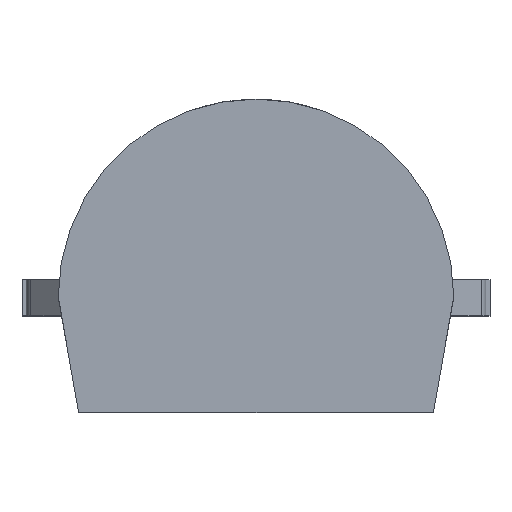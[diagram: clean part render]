
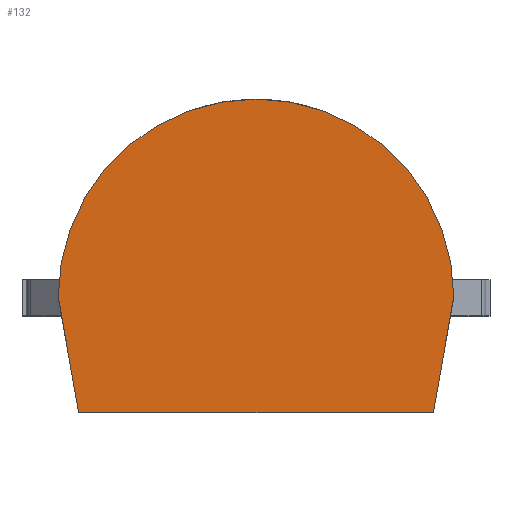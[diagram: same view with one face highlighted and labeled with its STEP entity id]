
A CAD part, top view. The second image highlights one B-rep face of the part: STEP entity #132.
In plain terms, the highlighted planar face has unit normal (0, 0, 1).
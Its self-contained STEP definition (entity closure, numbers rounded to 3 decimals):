
#10 = AXIS2_PLACEMENT_3D ( 'NONE', #1362, #1363, #1364 ) ;
#16 = FACE_OUTER_BOUND ( 'NONE', #389, .T. ) ;
#132 = ADVANCED_FACE ( 'NONE', ( #16 ), #1361, .T. ) ;
#183 = VERTEX_POINT ( 'NONE', #1890 ) ;
#185 = VERTEX_POINT ( 'NONE', #1892 ) ;
#186 = VERTEX_POINT ( 'NONE', #1893 ) ;
#191 = VERTEX_POINT ( 'NONE', #1898 ) ;
#389 = EDGE_LOOP ( 'NONE', ( #445, #446, #447, #443 ) ) ;
#443 = ORIENTED_EDGE ( 'NONE', *, *, #520, .T. ) ;
#445 = ORIENTED_EDGE ( 'NONE', *, *, #514, .T. ) ;
#446 = ORIENTED_EDGE ( 'NONE', *, *, #517, .T. ) ;
#447 = ORIENTED_EDGE ( 'NONE', *, *, #519, .T. ) ;
#514 = EDGE_CURVE ( 'NONE', #183, #191, #757, .T. ) ;
#517 = EDGE_CURVE ( 'NONE', #191, #185, #2391, .T. ) ;
#519 = EDGE_CURVE ( 'NONE', #185, #186, #2397, .T. ) ;
#520 = EDGE_CURVE ( 'NONE', #186, #183, #2400, .T. ) ;
#757 = CIRCLE ( 'NONE', #1650, 2.4 ) ;
#1361 = PLANE ( 'NONE',  #10 ) ;
#1362 = CARTESIAN_POINT ( 'NONE',  ( 0., 0., 7.34 ) ) ;
#1363 = DIRECTION ( 'NONE',  ( 0., 0., 1. ) ) ;
#1364 = DIRECTION ( 'NONE',  ( 1., 0., 0. ) ) ;
#1650 = AXIS2_PLACEMENT_3D ( 'NONE', #2378, #2382, #2383 ) ;
#1664 = VECTOR ( 'NONE', #2393, 1000. ) ;
#1666 = VECTOR ( 'NONE', #2399, 1000. ) ;
#1667 = VECTOR ( 'NONE', #2402, 1000. ) ;
#1890 = CARTESIAN_POINT ( 'NONE',  ( 2.4, 0., 7.34 ) ) ;
#1892 = CARTESIAN_POINT ( 'NONE',  ( -2.153, -1.4, 7.34 ) ) ;
#1893 = CARTESIAN_POINT ( 'NONE',  ( 2.153, -1.4, 7.34 ) ) ;
#1898 = CARTESIAN_POINT ( 'NONE',  ( -2.4, 0., 7.34 ) ) ;
#2378 = CARTESIAN_POINT ( 'NONE',  ( 0., 0., 7.34 ) ) ;
#2382 = DIRECTION ( 'NONE',  ( 0., 0., 1. ) ) ;
#2383 = DIRECTION ( 'NONE',  ( 1., 0., 0. ) ) ;
#2391 = LINE ( 'NONE', #2392, #1664 ) ;
#2392 = CARTESIAN_POINT ( 'NONE',  ( -2.4, 0., 7.34 ) ) ;
#2393 = DIRECTION ( 'NONE',  ( 0.174, -0.985, 0. ) ) ;
#2397 = LINE ( 'NONE', #2398, #1666 ) ;
#2398 = CARTESIAN_POINT ( 'NONE',  ( -2.153, -1.4, 7.34 ) ) ;
#2399 = DIRECTION ( 'NONE',  ( 1., 0., 0. ) ) ;
#2400 = LINE ( 'NONE', #2401, #1667 ) ;
#2401 = CARTESIAN_POINT ( 'NONE',  ( 2.4, 0., 7.34 ) ) ;
#2402 = DIRECTION ( 'NONE',  ( 0.174, 0.985, 0. ) ) ;
